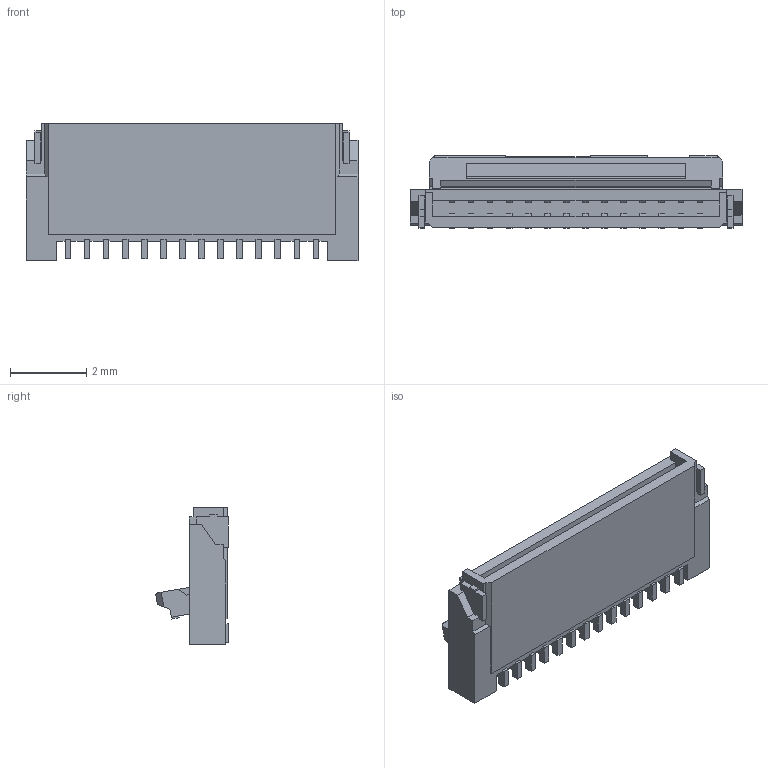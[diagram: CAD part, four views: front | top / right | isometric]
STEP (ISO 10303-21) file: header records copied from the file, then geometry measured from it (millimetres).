
FILE_DESCRIPTION(('STEP AP242'),'1');
FILE_NAME('503480-1400.stp','2021-02-02T14:29:40',('TraceParts'),('TraceParts S.A.'),'Spatial InterOp 3D',' ',' ');
FILE_SCHEMA(('AP242_MANAGED_MODEL_BASED_3D_ENGINEERING_MIM_LF {1 0 10303 442 1 1 4}'));
Length unit declared in the file: millimetre
Products named in the file (1): 503480-1400_1
Bounding box: 8.7 x 1.9 x 3.6 mm (x, y, z)
Volume: 20.4 mm3; surface area: 151.5 mm2
Topology: 1 solids, 1 shells, 594 faces, 1703 edges, 1218 vertices
Faces by surface type: plane 536, cylinder 58
Entity records: 19153 total; most frequent: CARTESIAN_POINT 3399, ORIENTED_EDGE 3278, DIRECTION 3011, EDGE_CURVE 1639, LINE 1583, VECTOR 1583, VERTEX_POINT 1090, AXIS2_PLACEMENT_3D 714
